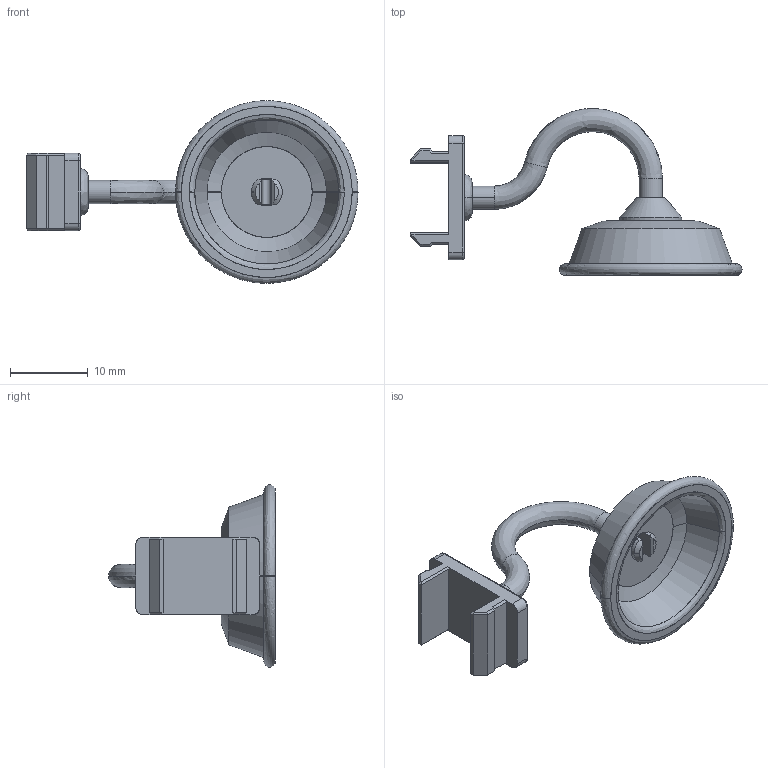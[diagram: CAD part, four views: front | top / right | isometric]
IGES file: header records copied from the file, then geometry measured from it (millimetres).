
Start section: SolidWorks IGES file using analytic representation for surfaces
Global section: file name: 20-20024b.IGS; native system: SolidWorks 2012; preprocessor: SolidWorks 2012; author: Administrator; date: 140413.195405; units: millimetre
Bounding box: 42.75 x 21.5 x 23.5 mm (x, y, z)
Surface area: 2429.4 mm2 (no closed solid volume)
Topology: 0 solids, 0 shells, 119 faces, 1088 edges, 1088 vertices
Faces by surface type: bspline 81, revolution 38
